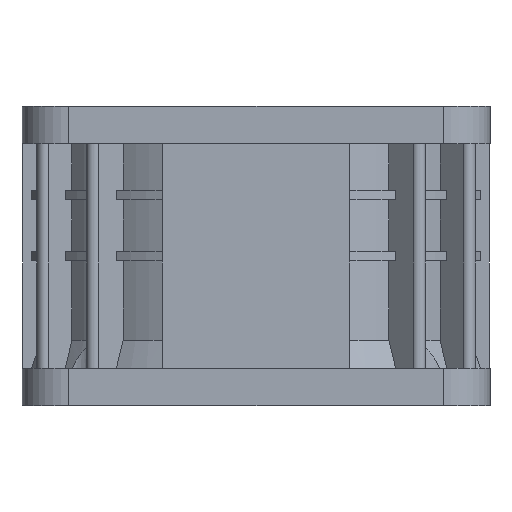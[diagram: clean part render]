
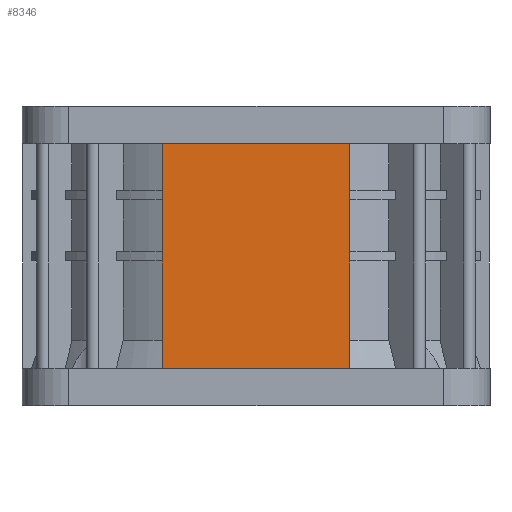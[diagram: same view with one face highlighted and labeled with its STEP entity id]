
A CAD part, left-side view. The second image highlights one B-rep face of the part: STEP entity #8346.
In plain terms, the highlighted planar face has unit normal (-1, 0, 0).
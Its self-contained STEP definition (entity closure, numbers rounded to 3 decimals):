
#39=DIRECTION('',(0.,0.,-1.));
#40=VECTOR('',#39,24.);
#41=CARTESIAN_POINT('',(-24.9,-10.,28.004));
#42=LINE('',#41,#40);
#43=DIRECTION('',(0.,0.,-1.));
#44=VECTOR('',#43,24.);
#45=CARTESIAN_POINT('',(-24.9,10.,28.004));
#46=LINE('',#45,#44);
#241=DIRECTION('',(0.,-1.,0.));
#242=VECTOR('',#241,20.);
#243=CARTESIAN_POINT('',(-24.9,10.,4.004));
#244=LINE('',#243,#242);
#1048=DIRECTION('',(0.,1.,0.));
#1049=VECTOR('',#1048,20.);
#1050=CARTESIAN_POINT('',(-24.9,-10.,28.004));
#1051=LINE('',#1050,#1049);
#7324=CARTESIAN_POINT('',(-24.9,10.,4.004));
#7325=VERTEX_POINT('',#7324);
#7326=CARTESIAN_POINT('',(-24.9,-10.,4.004));
#7327=VERTEX_POINT('',#7326);
#7680=CARTESIAN_POINT('',(-24.9,-10.,28.004));
#7681=VERTEX_POINT('',#7680);
#7682=CARTESIAN_POINT('',(-24.9,10.,28.004));
#7683=VERTEX_POINT('',#7682);
#8332=CARTESIAN_POINT('',(-24.9,0.,16.004));
#8333=DIRECTION('',(1.,0.,0.));
#8334=DIRECTION('',(0.,0.,-1.));
#8335=AXIS2_PLACEMENT_3D('',#8332,#8333,#8334);
#8336=PLANE('',#8335);
#8338=ORIENTED_EDGE('',*,*,#8337,.F.);
#8340=ORIENTED_EDGE('',*,*,#8339,.F.);
#8341=ORIENTED_EDGE('',*,*,#8305,.T.);
#8343=ORIENTED_EDGE('',*,*,#8342,.F.);
#8344=EDGE_LOOP('',(#8338,#8340,#8341,#8343));
#8345=FACE_OUTER_BOUND('',#8344,.F.);
#8346=ADVANCED_FACE('',(#8345),#8336,.F.);
#8305=EDGE_CURVE('',#7681,#7327,#42,.T.);
#8337=EDGE_CURVE('',#7683,#7325,#46,.T.);
#8339=EDGE_CURVE('',#7681,#7683,#1051,.T.);
#8342=EDGE_CURVE('',#7325,#7327,#244,.T.);
